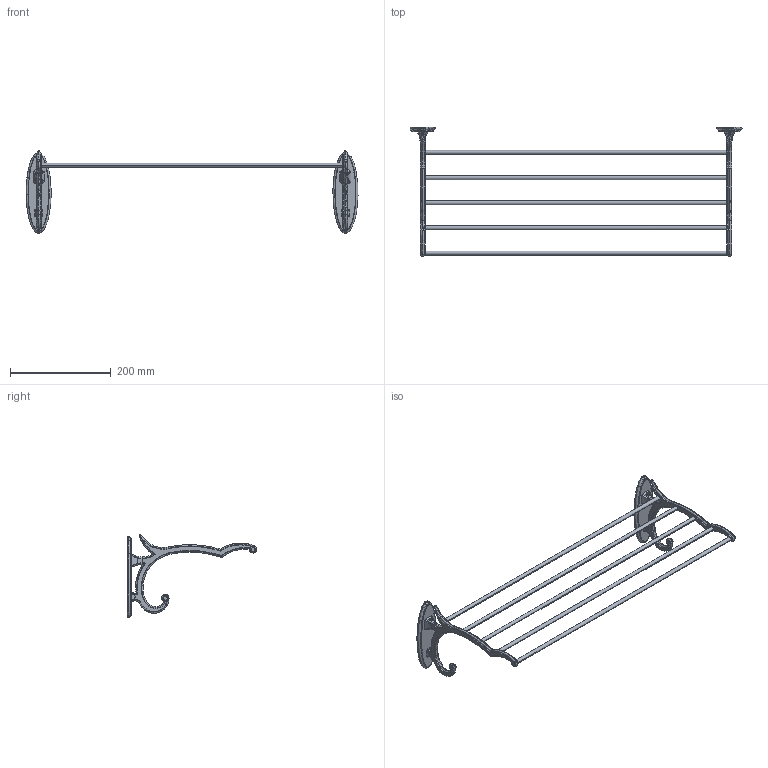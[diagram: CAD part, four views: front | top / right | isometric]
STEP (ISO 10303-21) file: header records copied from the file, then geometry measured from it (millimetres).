
FILE_DESCRIPTION((''),'2;1');
FILE_NAME('2740-24_WEB','2010-10-04T',('project'),(''),'PRO/ENGINEER BY PARAMETRIC TECHNOLOGY CORPORATION, 2009300','PRO/ENGINEER BY PARAMETRIC TECHNOLOGY CORPORATION, 2009300','');
FILE_SCHEMA(('CONFIG_CONTROL_DESIGN'));
Length unit declared in the file: inch
Products named in the file (1): 2740-24_WEB
Bounding box: 659.5 x 257.5 x 163.44 mm (x, y, z)
Volume: 291994.3 mm3; surface area: 147492.5 mm2
Topology: 1 solids, 1 shells, 506 faces, 1455 edges, 925 vertices
Faces by surface type: cylinder 222, torus 144, bspline 60, plane 36, sphere 24, cone 12, extrusion 8
Entity records: 23395 total; most frequent: CARTESIAN_POINT 10574, ORIENTED_EDGE 2846, DIRECTION 2632, EDGE_CURVE 1423, AXIS2_PLACEMENT_3D 1184, VERTEX_POINT 925, CIRCLE 746, EDGE_LOOP 528
